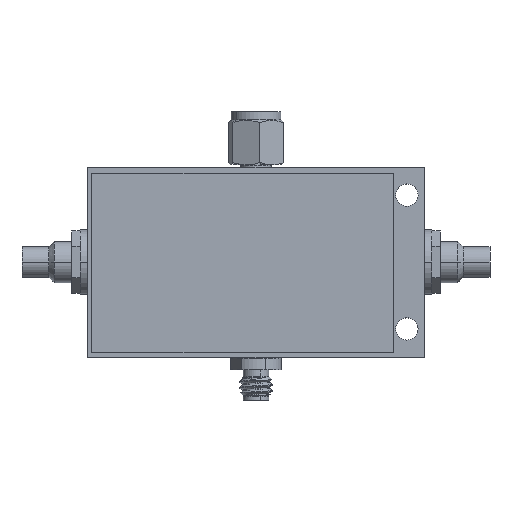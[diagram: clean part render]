
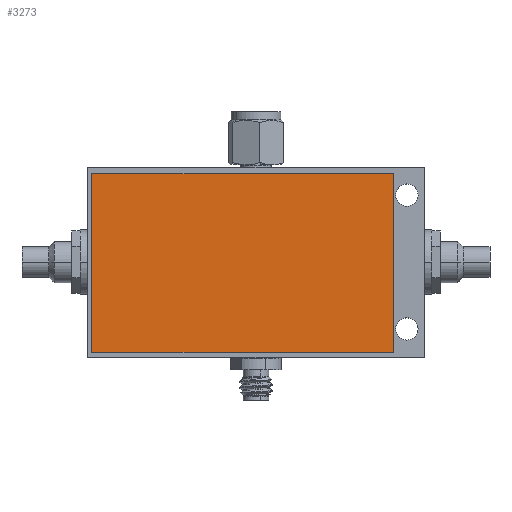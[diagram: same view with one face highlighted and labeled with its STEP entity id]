
A CAD part, top view. The second image highlights one B-rep face of the part: STEP entity #3273.
In plain terms, the highlighted planar face has unit normal (0, 0, 1).
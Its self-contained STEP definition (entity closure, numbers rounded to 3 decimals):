
#46 = CARTESIAN_POINT ( 'NONE',  ( 22.704, -21.783, -1.5 ) ) ;
#175 = CARTESIAN_POINT ( 'NONE',  ( 22.704, -21.783, -1.5 ) ) ;
#201 = PLANE ( 'NONE',  #4697 ) ;
#364 = EDGE_LOOP ( 'NONE', ( #3425, #3645, #449, #2608 ) ) ;
#449 = ORIENTED_EDGE ( 'NONE', *, *, #3853, .F. ) ;
#541 = EDGE_CURVE ( 'NONE', #1233, #3300, #1015, .T. ) ;
#664 = CARTESIAN_POINT ( 'NONE',  ( 22.704, -0.783, -1.5 ) ) ;
#923 = CARTESIAN_POINT ( 'NONE',  ( -12.796, -21.783, -1.5 ) ) ;
#1015 = LINE ( 'NONE', #46, #3906 ) ;
#1141 = DIRECTION ( 'NONE',  ( 0., 0., 1. ) ) ;
#1233 = VERTEX_POINT ( 'NONE', #5505 ) ;
#1371 = DIRECTION ( 'NONE',  ( 0., -1., 0. ) ) ;
#1486 = VECTOR ( 'NONE', #2994, 1000. ) ;
#1691 = VECTOR ( 'NONE', #3313, 1000. ) ;
#2349 = CARTESIAN_POINT ( 'NONE',  ( -12.796, -0.783, -1.5 ) ) ;
#2377 = VECTOR ( 'NONE', #4850, 1000. ) ;
#2608 = ORIENTED_EDGE ( 'NONE', *, *, #541, .F. ) ;
#2970 = EDGE_CURVE ( 'NONE', #4178, #1233, #5323, .T. ) ;
#2994 = DIRECTION ( 'NONE',  ( 1., 0., 0. ) ) ;
#3000 = CARTESIAN_POINT ( 'NONE',  ( -12.796, -0.783, -1.5 ) ) ;
#3273 = ADVANCED_FACE ( 'NONE', ( #5716 ), #201, .T. ) ;
#3300 = VERTEX_POINT ( 'NONE', #175 ) ;
#3313 = DIRECTION ( 'NONE',  ( -1., 0., 0. ) ) ;
#3425 = ORIENTED_EDGE ( 'NONE', *, *, #2970, .F. ) ;
#3645 = ORIENTED_EDGE ( 'NONE', *, *, #3897, .F. ) ;
#3676 = CARTESIAN_POINT ( 'NONE',  ( -12.796, -21.783, -1.5 ) ) ;
#3853 = EDGE_CURVE ( 'NONE', #3300, #4148, #5070, .T. ) ;
#3897 = EDGE_CURVE ( 'NONE', #4148, #4178, #4404, .T. ) ;
#3906 = VECTOR ( 'NONE', #1371, 1000. ) ;
#4148 = VERTEX_POINT ( 'NONE', #3676 ) ;
#4178 = VERTEX_POINT ( 'NONE', #2349 ) ;
#4404 = LINE ( 'NONE', #3000, #2377 ) ;
#4697 = AXIS2_PLACEMENT_3D ( 'NONE', #4812, #1141, #5230 ) ;
#4812 = CARTESIAN_POINT ( 'NONE',  ( 0., 0., -1.5 ) ) ;
#4850 = DIRECTION ( 'NONE',  ( 0., 1., 0. ) ) ;
#5070 = LINE ( 'NONE', #923, #1691 ) ;
#5230 = DIRECTION ( 'NONE',  ( 1., 0., 0. ) ) ;
#5323 = LINE ( 'NONE', #664, #1486 ) ;
#5505 = CARTESIAN_POINT ( 'NONE',  ( 22.704, -0.783, -1.5 ) ) ;
#5716 = FACE_OUTER_BOUND ( 'NONE', #364, .T. ) ;
